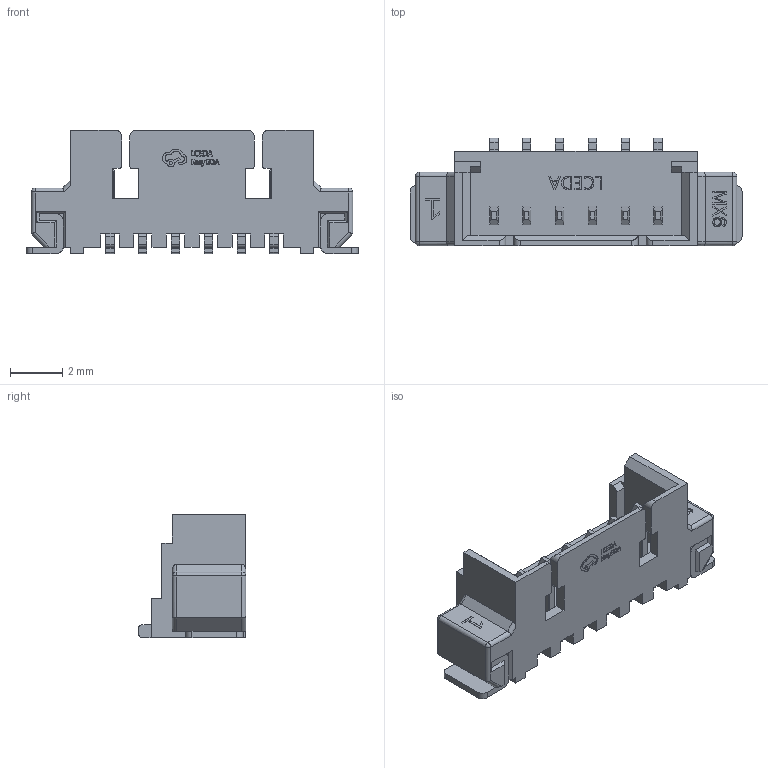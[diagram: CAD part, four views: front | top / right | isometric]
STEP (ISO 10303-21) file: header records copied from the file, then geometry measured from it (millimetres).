
FILE_DESCRIPTION (( 'STEP AP214' ), '1' );
FILE_NAME ('CN1^3D_PCB1_2024-02-18(2)_3D_PCB1_2024-02-18.STEP', '2024-02-18T04:30:28', ( '' ), ( '' ), 'SwSTEP 2.0', 'SolidWorks 2022', '' );
FILE_SCHEMA (( 'AUTOMOTIVE_DESIGN' ));
Length unit declared in the file: millimetre
Products named in the file (3): COMPOUND^CONN-SMD_AFC12-S06CCC-00_CN1_3D_PCB1_2024-02-18(2)_3D_PCB1_2024-02-18; CONN-SMD_AFC12-S06CCC-00^CN1_3D_PCB1_2024-02-18(2)_3D_PCB1_2024-02-18; CN1^3D_PCB1_2024-02-18(2)_3D_PCB1_2024-02-18
Assembly tree (2 placements, depth 3):
  CN1^3D_PCB1_2024-02-18(2)_3D_PCB1_2024-02-18
    CONN-SMD_AFC12-S06CCC-00^CN1_3D_PCB1_2024-02-18(2)_3D_PCB1_2024-02-18
      COMPOUND^CONN-SMD_AFC12-S06CCC-00_CN1_3D_PCB1_2024-02-18(2)_3D_PCB1_2024-02-18
Bounding box: 12.65 x 4.1 x 4.7 mm (x, y, z)
Volume: 83.3 mm3; surface area: 331.6 mm2
Topology: 20 solids, 20 shells, 775 faces, 2115 edges, 1388 vertices
Faces by surface type: plane 468, cylinder 166, bspline 137, sphere 4
Entity records: 26492 total; most frequent: CARTESIAN_POINT 7755, ORIENTED_EDGE 4222, DIRECTION 3193, EDGE_CURVE 2111, VECTOR 1525, LINE 1525, VERTEX_POINT 1388, AXIS2_PLACEMENT_3D 834
